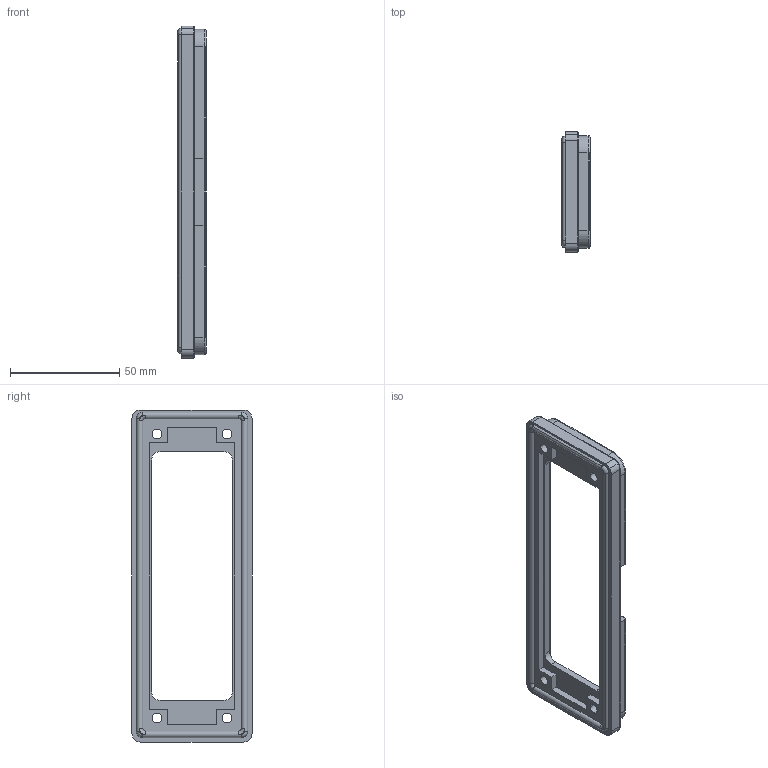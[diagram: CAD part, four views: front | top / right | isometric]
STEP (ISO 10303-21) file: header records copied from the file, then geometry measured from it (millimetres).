
FILE_DESCRIPTION((''),'2;1');
FILE_NAME('CRZ 24.stp','2007-01-02T17:41:33',('gembarski'),(''),'Autodesk Inventor 7','Autodesk Inventor 7','');
FILE_SCHEMA(('AUTOMOTIVE_DESIGN { 1 0 10303 214 1 1 1 1 }'));
Length unit declared in the file: millimetre
Products named in the file (1): CRZ 24
Bounding box: 13 x 55 x 152 mm (x, y, z)
Volume: 28779.9 mm3; surface area: 17004.4 mm2
Topology: 1 solids, 1 shells, 176 faces, 471 edges, 306 vertices
Faces by surface type: cylinder 78, plane 78, torus 17, bspline 3
Entity records: 5698 total; most frequent: CARTESIAN_POINT 1086, DIRECTION 1011, ORIENTED_EDGE 942, EDGE_CURVE 471, AXIS2_PLACEMENT_3D 366, VERTEX_POINT 306, VECTOR 279, LINE 279
